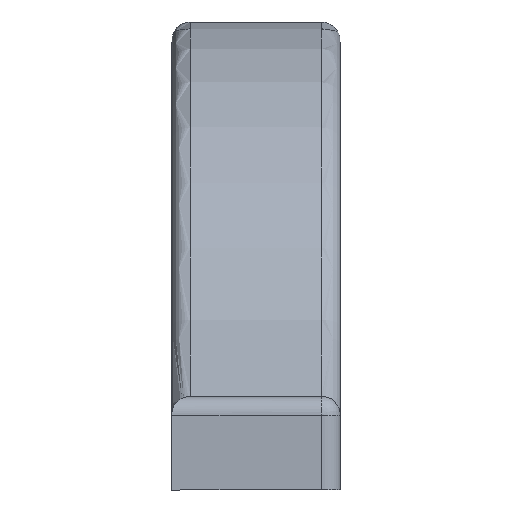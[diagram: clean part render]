
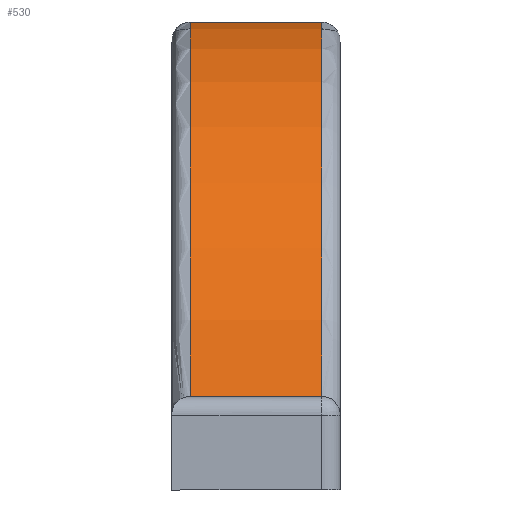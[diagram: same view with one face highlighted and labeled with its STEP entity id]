
A CAD part, front view. The second image highlights one B-rep face of the part: STEP entity #530.
In plain terms, the highlighted cylindrical face has radius 25 mm (diameter 50 mm), a partial arc.
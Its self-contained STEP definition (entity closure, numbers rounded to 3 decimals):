
#71=LINE('',#938,#113);
#72=LINE('',#940,#114);
#73=LINE('',#943,#115);
#74=LINE('',#944,#116);
#113=VECTOR('',#711,10.);
#114=VECTOR('',#714,10.);
#115=VECTOR('',#717,10.);
#116=VECTOR('',#718,10.);
#147=CYLINDRICAL_SURFACE('',#595,25.);
#168=FACE_OUTER_BOUND('',#200,.T.);
#200=EDGE_LOOP('',(#419,#420,#421,#422,#423,#424));
#227=CIRCLE('',#577,25.);
#230=CIRCLE('',#581,25.);
#255=VERTEX_POINT('',#831);
#258=VERTEX_POINT('',#852);
#260=VERTEX_POINT('',#871);
#263=VERTEX_POINT('',#892);
#271=VERTEX_POINT('',#937);
#272=VERTEX_POINT('',#942);
#306=EDGE_CURVE('',#255,#260,#227,.T.);
#311=EDGE_CURVE('',#263,#258,#230,.T.);
#327=EDGE_CURVE('',#258,#271,#71,.T.);
#329=EDGE_CURVE('',#271,#255,#72,.T.);
#330=EDGE_CURVE('',#263,#272,#73,.T.);
#331=EDGE_CURVE('',#272,#260,#74,.T.);
#419=ORIENTED_EDGE('',*,*,#306,.F.);
#420=ORIENTED_EDGE('',*,*,#329,.F.);
#421=ORIENTED_EDGE('',*,*,#327,.F.);
#422=ORIENTED_EDGE('',*,*,#311,.F.);
#423=ORIENTED_EDGE('',*,*,#330,.T.);
#424=ORIENTED_EDGE('',*,*,#331,.T.);
#530=ADVANCED_FACE('',(#168),#147,.T.);
#577=AXIS2_PLACEMENT_3D('',#872,#667,#668);
#581=AXIS2_PLACEMENT_3D('',#907,#675,#676);
#595=AXIS2_PLACEMENT_3D('',#941,#715,#716);
#667=DIRECTION('center_axis',(0.,0.,
-1.));
#668=DIRECTION('ref_axis',(-1.,0.,0.));
#675=DIRECTION('center_axis',(0.,0.,
1.));
#676=DIRECTION('ref_axis',(-1.,0.,0.));
#711=DIRECTION('',(0.,0.,-1.));
#714=DIRECTION('',(0.,0.,-1.));
#715=DIRECTION('center_axis',(0.,0.,-1.));
#716=DIRECTION('ref_axis',(-1.,0.,0.));
#717=DIRECTION('',(0.,0.,-1.));
#718=DIRECTION('',(0.,0.,-1.));
#831=CARTESIAN_POINT('',(-5.,-24.495,20.));
#852=CARTESIAN_POINT('',(-5.,-24.495,27.));
#871=CARTESIAN_POINT('',(-5.,24.495,20.));
#872=CARTESIAN_POINT('Origin',(0.,0.,
20.));
#892=CARTESIAN_POINT('',(-5.,24.495,27.));
#907=CARTESIAN_POINT('Origin',(0.,0.,
27.));
#937=CARTESIAN_POINT('',(-5.,-24.495,23.5));
#938=CARTESIAN_POINT('',(-5.,-24.495,28.));
#940=CARTESIAN_POINT('',(-5.,-24.495,28.));
#941=CARTESIAN_POINT('Origin',(0.,0.,
28.));
#942=CARTESIAN_POINT('',(-5.,24.495,23.5));
#943=CARTESIAN_POINT('',(-5.,24.495,28.));
#944=CARTESIAN_POINT('',(-5.,24.495,28.));
